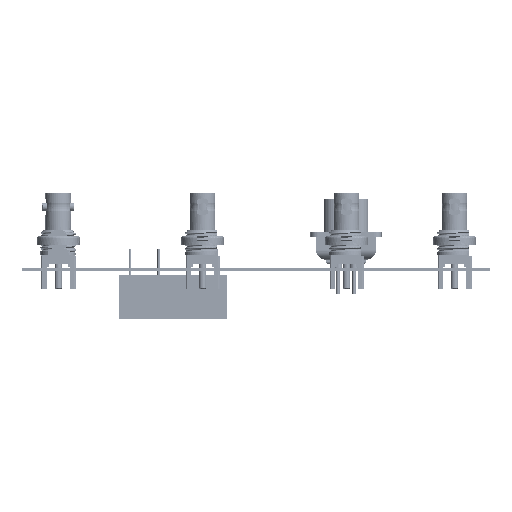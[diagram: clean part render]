
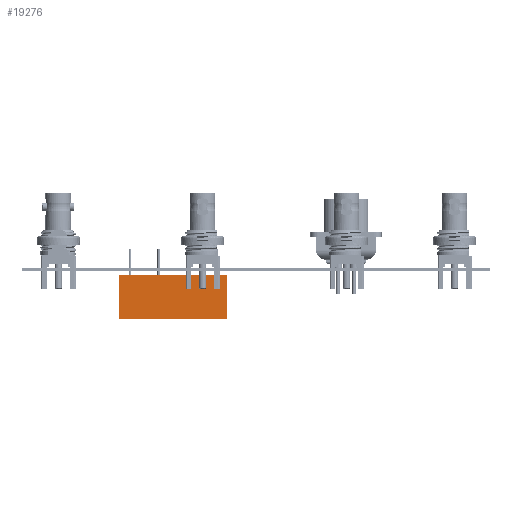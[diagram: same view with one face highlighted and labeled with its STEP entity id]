
A CAD part, left-side view. The second image highlights one B-rep face of the part: STEP entity #19276.
In plain terms, the highlighted face is planar.
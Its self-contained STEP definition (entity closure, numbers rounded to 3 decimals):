
#19250 = VERTEX_POINT('',#19251);
#19251 = CARTESIAN_POINT('',(17.12,2.54,0.));
#19257 = EDGE_CURVE('',#19258,#19250,#19260,.T.);
#19258 = VERTEX_POINT('',#19259);
#19259 = CARTESIAN_POINT('',(17.12,2.54,7.696));
#19260 = LINE('',#19261,#19262);
#19261 = CARTESIAN_POINT('',(17.12,2.54,7.696));
#19262 = VECTOR('',#19263,1.);
#19263 = DIRECTION('',(0.,0.,-1.));
#19276 = ADVANCED_FACE('',(#19277),#19302,.T.);
#19277 = FACE_BOUND('',#19278,.T.);
#19278 = EDGE_LOOP('',(#19279,#19287,#19295,#19301));
#19279 = ORIENTED_EDGE('',*,*,#19280,.F.);
#19280 = EDGE_CURVE('',#19281,#19250,#19283,.T.);
#19281 = VERTEX_POINT('',#19282);
#19282 = CARTESIAN_POINT('',(-1.88,2.54,0.));
#19283 = LINE('',#19284,#19285);
#19284 = CARTESIAN_POINT('',(-1.88,2.54,0.));
#19285 = VECTOR('',#19286,1.);
#19286 = DIRECTION('',(1.,0.,0.));
#19287 = ORIENTED_EDGE('',*,*,#19288,.F.);
#19288 = EDGE_CURVE('',#19289,#19281,#19291,.T.);
#19289 = VERTEX_POINT('',#19290);
#19290 = CARTESIAN_POINT('',(-1.88,2.54,7.696));
#19291 = LINE('',#19292,#19293);
#19292 = CARTESIAN_POINT('',(-1.88,2.54,7.696));
#19293 = VECTOR('',#19294,1.);
#19294 = DIRECTION('',(0.,0.,-1.));
#19295 = ORIENTED_EDGE('',*,*,#19296,.F.);
#19296 = EDGE_CURVE('',#19258,#19289,#19297,.T.);
#19297 = LINE('',#19298,#19299);
#19298 = CARTESIAN_POINT('',(17.12,2.54,7.696));
#19299 = VECTOR('',#19300,1.);
#19300 = DIRECTION('',(-1.,0.,0.));
#19301 = ORIENTED_EDGE('',*,*,#19257,.T.);
#19302 = PLANE('',#19303);
#19303 = AXIS2_PLACEMENT_3D('',#19304,#19305,#19306);
#19304 = CARTESIAN_POINT('',(17.12,2.54,0.));
#19305 = DIRECTION('',(0.,1.,0.));
#19306 = DIRECTION('',(0.,-0.,1.));
